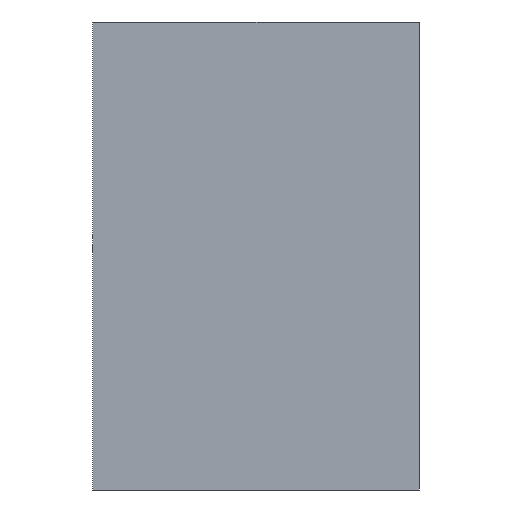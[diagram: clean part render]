
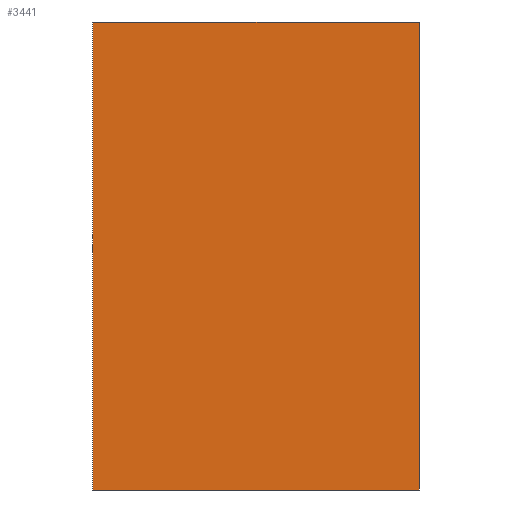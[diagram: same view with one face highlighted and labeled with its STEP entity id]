
A CAD part, left-side view. The second image highlights one B-rep face of the part: STEP entity #3441.
In plain terms, the highlighted planar face has unit normal (-1, 0, 0).
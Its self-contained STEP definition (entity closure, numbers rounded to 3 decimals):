
#304=PLANE('',#3630);
#495=FACE_OUTER_BOUND('',#743,.T.);
#743=EDGE_LOOP('',(#3177,#3178,#3179,#3180));
#1017=LINE('',#5811,#1296);
#1035=LINE('',#6268,#1314);
#1037=LINE('',#6273,#1316);
#1039=LINE('',#6277,#1318);
#1296=VECTOR('',#4050,66.);
#1314=VECTOR('',#4262,46.);
#1316=VECTOR('',#4266,46.);
#1318=VECTOR('',#4272,66.);
#1707=VERTEX_POINT('',#5809);
#1708=VERTEX_POINT('',#5810);
#1786=VERTEX_POINT('',#6266);
#1788=VERTEX_POINT('',#6272);
#2161=EDGE_CURVE('',#1707,#1708,#1017,.T.);
#2255=EDGE_CURVE('',#1786,#1707,#1035,.T.);
#2257=EDGE_CURVE('',#1708,#1788,#1037,.T.);
#2259=EDGE_CURVE('',#1786,#1788,#1039,.T.);
#3177=ORIENTED_EDGE('',*,*,#2259,.T.);
#3178=ORIENTED_EDGE('',*,*,#2257,.F.);
#3179=ORIENTED_EDGE('',*,*,#2161,.F.);
#3180=ORIENTED_EDGE('',*,*,#2255,.F.);
#3441=ADVANCED_FACE('',(#495),#304,.F.);
#3630=AXIS2_PLACEMENT_3D('',#6276,#4270,#4271);
#4050=DIRECTION('',(0.,0.,-1.));
#4262=DIRECTION('',(0.,-1.,0.));
#4266=DIRECTION('',(0.,1.,0.));
#4270=DIRECTION('center_axis',(1.,0.,0.));
#4271=DIRECTION('ref_axis',(0.,0.,-1.));
#4272=DIRECTION('',(0.,0.,-1.));
#5809=CARTESIAN_POINT('',(243.,0.,111.));
#5810=CARTESIAN_POINT('',(243.,0.,45.));
#5811=CARTESIAN_POINT('',(243.,0.,78.));
#6266=CARTESIAN_POINT('',(243.,46.,111.));
#6268=CARTESIAN_POINT('',(243.,23.,111.));
#6272=CARTESIAN_POINT('',(243.,46.,45.));
#6273=CARTESIAN_POINT('',(243.,23.,45.));
#6276=CARTESIAN_POINT('Origin',(243.,23.,78.));
#6277=CARTESIAN_POINT('',(243.,46.,78.));
